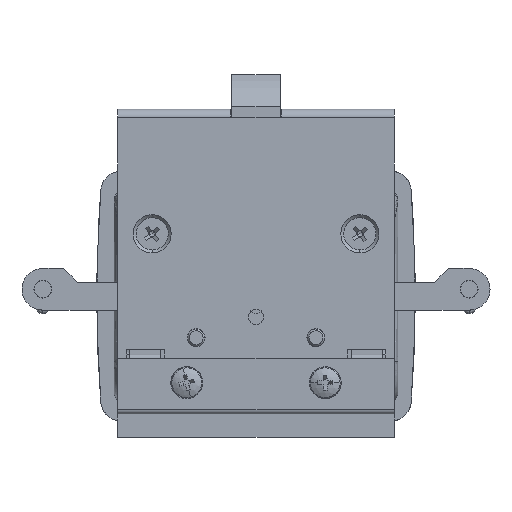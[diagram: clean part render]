
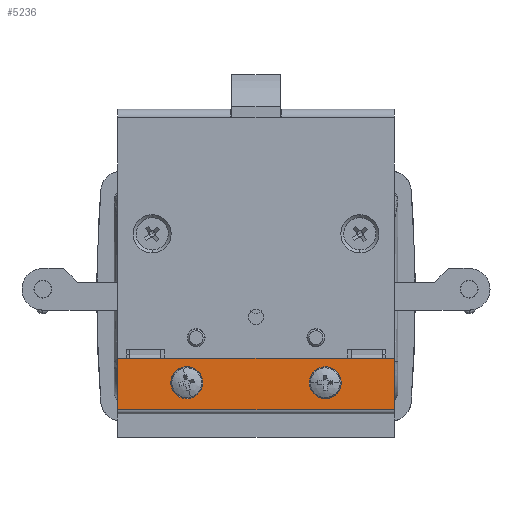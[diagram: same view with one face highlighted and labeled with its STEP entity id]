
A CAD part, front view. The second image highlights one B-rep face of the part: STEP entity #5236.
In plain terms, the highlighted face is planar.
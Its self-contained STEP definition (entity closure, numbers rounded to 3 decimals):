
#835 = VERTEX_POINT ( 'NONE', #7060 ) ;
#924 = VERTEX_POINT ( 'NONE', #7149 ) ;
#983 = VERTEX_POINT ( 'NONE', #7208 ) ;
#1000 = VERTEX_POINT ( 'NONE', #7225 ) ;
#1025 = VERTEX_POINT ( 'NONE', #7250 ) ;
#1159 = VERTEX_POINT ( 'NONE', #8066 ) ;
#1162 = VERTEX_POINT ( 'NONE', #8069 ) ;
#2512 = EDGE_CURVE ( 'NONE', #19601, #835, #9862, .T. ) ;
#2516 = EDGE_CURVE ( 'NONE', #19482, #19458, #9864, .T. ) ;
#2584 = EDGE_CURVE ( 'NONE', #835, #19601, #9875, .T. ) ;
#2585 = EDGE_CURVE ( 'NONE', #19458, #19482, #9876, .T. ) ;
#2586 = EDGE_CURVE ( 'NONE', #983, #19688, #12301, .T. ) ;
#2587 = EDGE_CURVE ( 'NONE', #983, #924, #12304, .T. ) ;
#2588 = EDGE_CURVE ( 'NONE', #1162, #19688, #12307, .T. ) ;
#2589 = EDGE_CURVE ( 'NONE', #1162, #1000, #12310, .T. ) ;
#2590 = EDGE_CURVE ( 'NONE', #1000, #1025, #12313, .T. ) ;
#2591 = EDGE_CURVE ( 'NONE', #1159, #1025, #12316, .T. ) ;
#2592 = EDGE_CURVE ( 'NONE', #19538, #1159, #12319, .T. ) ;
#2593 = EDGE_CURVE ( 'NONE', #19538, #924, #12322, .T. ) ;
#3283 = ORIENTED_EDGE ( 'NONE', *, *, #2585, .F. ) ;
#3284 = ORIENTED_EDGE ( 'NONE', *, *, #2584, .F. ) ;
#3285 = ORIENTED_EDGE ( 'NONE', *, *, #2587, .F. ) ;
#3286 = ORIENTED_EDGE ( 'NONE', *, *, #2512, .F. ) ;
#3287 = ORIENTED_EDGE ( 'NONE', *, *, #2516, .F. ) ;
#3288 = ORIENTED_EDGE ( 'NONE', *, *, #2588, .F. ) ;
#3289 = ORIENTED_EDGE ( 'NONE', *, *, #2586, .T. ) ;
#3290 = ORIENTED_EDGE ( 'NONE', *, *, #2589, .T. ) ;
#3291 = ORIENTED_EDGE ( 'NONE', *, *, #2590, .T. ) ;
#3292 = ORIENTED_EDGE ( 'NONE', *, *, #2591, .F. ) ;
#3293 = ORIENTED_EDGE ( 'NONE', *, *, #2592, .F. ) ;
#3294 = ORIENTED_EDGE ( 'NONE', *, *, #2593, .T. ) ;
#4087 = EDGE_LOOP ( 'NONE', ( #3284, #3286 ) ) ;
#4088 = EDGE_LOOP ( 'NONE', ( #3283, #3287 ) ) ;
#4089 = EDGE_LOOP ( 'NONE', ( #3285, #3289, #3288, #3290, #3291, #3292, #3293, #3294 ) ) ;
#5236 = ADVANCED_FACE ( 'NONE', ( #13322, #13325, #13328 ), #13748, .F. ) ;
#7060 = CARTESIAN_POINT ( 'NONE',  ( 20., 0., 2.75 ) ) ;
#7149 = CARTESIAN_POINT ( 'NONE',  ( 27.5, 0., -7. ) ) ;
#7208 = CARTESIAN_POINT ( 'NONE',  ( -27.5, 0., -7. ) ) ;
#7225 = CARTESIAN_POINT ( 'NONE',  ( -40., 0., 7.8 ) ) ;
#7250 = CARTESIAN_POINT ( 'NONE',  ( 40., 0., 7.8 ) ) ;
#8066 = CARTESIAN_POINT ( 'NONE',  ( 40., 0., -7. ) ) ;
#8069 = CARTESIAN_POINT ( 'NONE',  ( -40., 0., -7. ) ) ;
#9862 = CIRCLE ( 'NONE', #11508, 2.75 ) ;
#9864 = CIRCLE ( 'NONE', #11506, 2.75 ) ;
#9875 = CIRCLE ( 'NONE', #11574, 2.75 ) ;
#9876 = CIRCLE ( 'NONE', #11555, 2.75 ) ;
#11506 = AXIS2_PLACEMENT_3D ( 'NONE', #12090, #12091, #12092 ) ;
#11508 = AXIS2_PLACEMENT_3D ( 'NONE', #12078, #12079, #12080 ) ;
#11555 = AXIS2_PLACEMENT_3D ( 'NONE', #12297, #12298, #12299 ) ;
#11574 = AXIS2_PLACEMENT_3D ( 'NONE', #12285, #12295, #12296 ) ;
#11585 = VECTOR ( 'NONE', #12303, 1000. ) ;
#11586 = VECTOR ( 'NONE', #12306, 1000. ) ;
#11588 = VECTOR ( 'NONE', #12309, 1000. ) ;
#11589 = VECTOR ( 'NONE', #12312, 1000. ) ;
#11590 = VECTOR ( 'NONE', #12315, 1000. ) ;
#11591 = VECTOR ( 'NONE', #12318, 1000. ) ;
#11592 = VECTOR ( 'NONE', #12321, 1000. ) ;
#11593 = VECTOR ( 'NONE', #12324, 1000. ) ;
#12078 = CARTESIAN_POINT ( 'NONE',  ( 20., 0., 0. ) ) ;
#12079 = DIRECTION ( 'NONE',  ( 0., 1., 0. ) ) ;
#12080 = DIRECTION ( 'NONE',  ( 0., 0., -1. ) ) ;
#12090 = CARTESIAN_POINT ( 'NONE',  ( -20., 0., 0. ) ) ;
#12091 = DIRECTION ( 'NONE',  ( 0., 1., 0. ) ) ;
#12092 = DIRECTION ( 'NONE',  ( 0., 0., 1. ) ) ;
#12285 = CARTESIAN_POINT ( 'NONE',  ( 20., 0., 0. ) ) ;
#12295 = DIRECTION ( 'NONE',  ( 0., 1., 0. ) ) ;
#12296 = DIRECTION ( 'NONE',  ( 0., 0., -1. ) ) ;
#12297 = CARTESIAN_POINT ( 'NONE',  ( -20., 0., 0. ) ) ;
#12298 = DIRECTION ( 'NONE',  ( 0., 1., 0. ) ) ;
#12299 = DIRECTION ( 'NONE',  ( 0., 0., 1. ) ) ;
#12301 = LINE ( 'NONE', #12302, #11585 ) ;
#12302 = CARTESIAN_POINT ( 'NONE',  ( 40., 0., -7. ) ) ;
#12303 = DIRECTION ( 'NONE',  ( -1., 0., 0. ) ) ;
#12304 = LINE ( 'NONE', #12305, #11586 ) ;
#12305 = CARTESIAN_POINT ( 'NONE',  ( 27.5, 0., -7. ) ) ;
#12306 = DIRECTION ( 'NONE',  ( 1., 0., 0. ) ) ;
#12307 = LINE ( 'NONE', #12308, #11588 ) ;
#12308 = CARTESIAN_POINT ( 'NONE',  ( -36.5, 0., -7. ) ) ;
#12309 = DIRECTION ( 'NONE',  ( 1., 0., 0. ) ) ;
#12310 = LINE ( 'NONE', #12311, #11589 ) ;
#12311 = CARTESIAN_POINT ( 'NONE',  ( -40., 0., 9. ) ) ;
#12312 = DIRECTION ( 'NONE',  ( 0., 0., 1. ) ) ;
#12313 = LINE ( 'NONE', #12314, #11590 ) ;
#12314 = CARTESIAN_POINT ( 'NONE',  ( 40., 0., 7.8 ) ) ;
#12315 = DIRECTION ( 'NONE',  ( 1., 0., 0. ) ) ;
#12316 = LINE ( 'NONE', #12317, #11591 ) ;
#12317 = CARTESIAN_POINT ( 'NONE',  ( 40., 0., 9. ) ) ;
#12318 = DIRECTION ( 'NONE',  ( 0., 0., 1. ) ) ;
#12319 = LINE ( 'NONE', #12320, #11592 ) ;
#12320 = CARTESIAN_POINT ( 'NONE',  ( 40., 0., -7. ) ) ;
#12321 = DIRECTION ( 'NONE',  ( 1., 0., 0. ) ) ;
#12322 = LINE ( 'NONE', #12323, #11593 ) ;
#12323 = CARTESIAN_POINT ( 'NONE',  ( 40., 0., -7. ) ) ;
#12324 = DIRECTION ( 'NONE',  ( -1., 0., 0. ) ) ;
#13322 = FACE_BOUND ( 'NONE', #4087, .T. ) ;
#13325 = FACE_BOUND ( 'NONE', #4088, .T. ) ;
#13328 = FACE_OUTER_BOUND ( 'NONE', #4089, .T. ) ;
#13330 = AXIS2_PLACEMENT_3D ( 'NONE', #13749, #13750, #13751 ) ;
#13748 = PLANE ( 'NONE',  #13330 ) ;
#13749 = CARTESIAN_POINT ( 'NONE',  ( 40., 0., 9. ) ) ;
#13750 = DIRECTION ( 'NONE',  ( 0., -1., 0. ) ) ;
#13751 = DIRECTION ( 'NONE',  ( 0., 0., -1. ) ) ;
#19458 = VERTEX_POINT ( 'NONE', #20239 ) ;
#19482 = VERTEX_POINT ( 'NONE', #20263 ) ;
#19538 = VERTEX_POINT ( 'NONE', #20319 ) ;
#19601 = VERTEX_POINT ( 'NONE', #20382 ) ;
#19688 = VERTEX_POINT ( 'NONE', #20469 ) ;
#20239 = CARTESIAN_POINT ( 'NONE',  ( -20., 0., 2.75 ) ) ;
#20263 = CARTESIAN_POINT ( 'NONE',  ( -20., 0., -2.75 ) ) ;
#20319 = CARTESIAN_POINT ( 'NONE',  ( 36.5, 0., -7. ) ) ;
#20382 = CARTESIAN_POINT ( 'NONE',  ( 20., 0., -2.75 ) ) ;
#20469 = CARTESIAN_POINT ( 'NONE',  ( -36.5, 0., -7. ) ) ;
